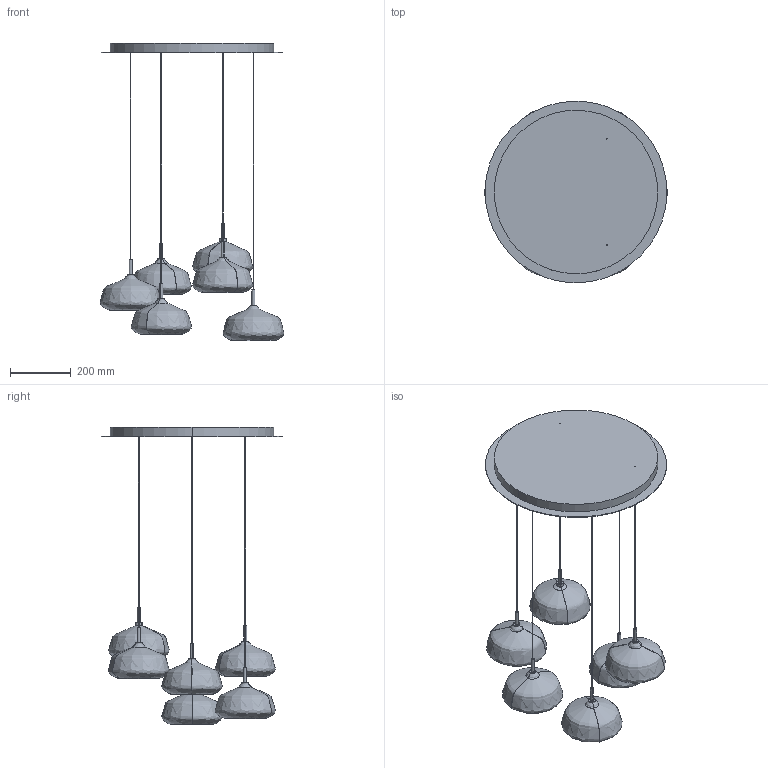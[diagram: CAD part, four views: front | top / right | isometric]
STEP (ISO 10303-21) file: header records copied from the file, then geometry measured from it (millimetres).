
FILE_DESCRIPTION(/* description */ (''),/* implementation_level */ '2;1');
FILE_NAME(/* name */ 'KIT.M.12_X-RAY',/* time_stamp */ '2024-04-10T10:54:27+02:00',/* author */ (''),/* organization */ (''),/* preprocessor_version */ 'ST-DEVELOPER v16.5',/* originating_system */ 'Rhino 7.15',/* authorisation */ '');
FILE_SCHEMA (('CONFIG_CONTROL_DESIGN'));
Length unit declared in the file: millimetre
Products named in the file (1): Document
Bounding box: 606.05 x 599.38 x 983.77 mm (x, y, z)
Volume: 14606980.5 mm3; surface area: 2982491.9 mm2
Topology: 15 solids, 43 shells, 248 faces, 570 edges, 288 vertices
Faces by surface type: bspline 164, cylinder 78, plane 6
Entity records: 9570 total; most frequent: CARTESIAN_POINT 6547, ORIENTED_EDGE 900, EDGE_CURVE 490, VERTEX_POINT 288, ADVANCED_FACE 248, FACE_OUTER_BOUND 248, EDGE_LOOP 248, B_SPLINE_CURVE_WITH_KNOTS 168
